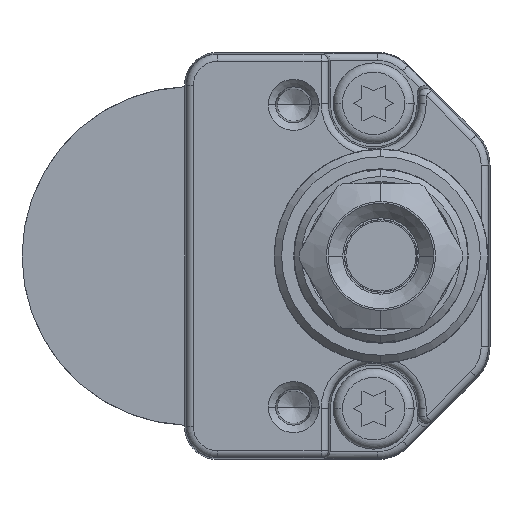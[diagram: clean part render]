
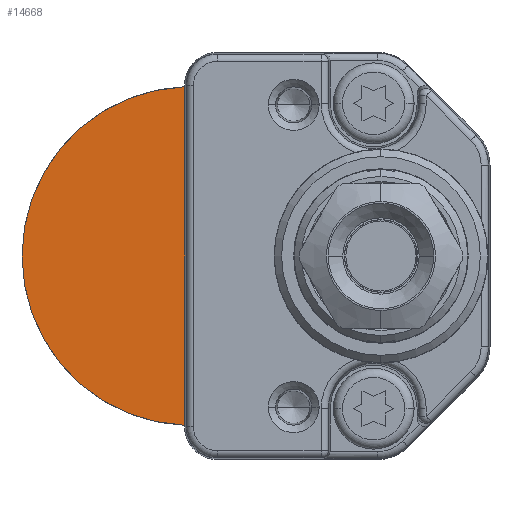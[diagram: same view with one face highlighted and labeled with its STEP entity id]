
A CAD part, left-side view. The second image highlights one B-rep face of the part: STEP entity #14668.
In plain terms, the highlighted planar face has unit normal (-1, 0, 0).
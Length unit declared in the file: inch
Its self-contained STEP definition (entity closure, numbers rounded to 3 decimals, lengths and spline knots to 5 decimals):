
#1193=DIRECTION('',(0.,0.,1.));
#1194=VECTOR('',#1193,0.91659);
#1195=CARTESIAN_POINT('',(0.,0.82677,-0.4583));
#1196=LINE('',#1195,#1194);
#1197=CARTESIAN_POINT('',(0.,0.80846,0.));
#1198=DIRECTION('',(-1.,0.,0.));
#1199=DIRECTION('',(0.,0.04,0.999));
#1200=AXIS2_PLACEMENT_3D('',#1197,#1198,#1199);
#12220=CARTESIAN_POINT('',(0.,0.82677,-0.4583));
#12221=CARTESIAN_POINT('',(0.,0.82677,0.4583));
#12222=VERTEX_POINT('',#12220);
#12223=VERTEX_POINT('',#12221);
#14658=CARTESIAN_POINT('',(0.,0.74941,0.));
#14659=DIRECTION('',(-1.,0.,0.));
#14660=DIRECTION('',(0.,0.,1.));
#14661=AXIS2_PLACEMENT_3D('',#14658,#14659,#14660);
#14662=PLANE('',#14661);
#14663=ORIENTED_EDGE('',*,*,#14646,.F.);
#14665=ORIENTED_EDGE('',*,*,#14664,.F.);
#14666=EDGE_LOOP('',(#14663,#14665));
#14667=FACE_OUTER_BOUND('',#14666,.F.);
#14668=ADVANCED_FACE('',(#14667),#14662,.T.);
#1201=CIRCLE('',#1200,0.45866);
#14646=EDGE_CURVE('',#12222,#12223,#1196,.T.);
#14664=EDGE_CURVE('',#12223,#12222,#1201,.T.);
